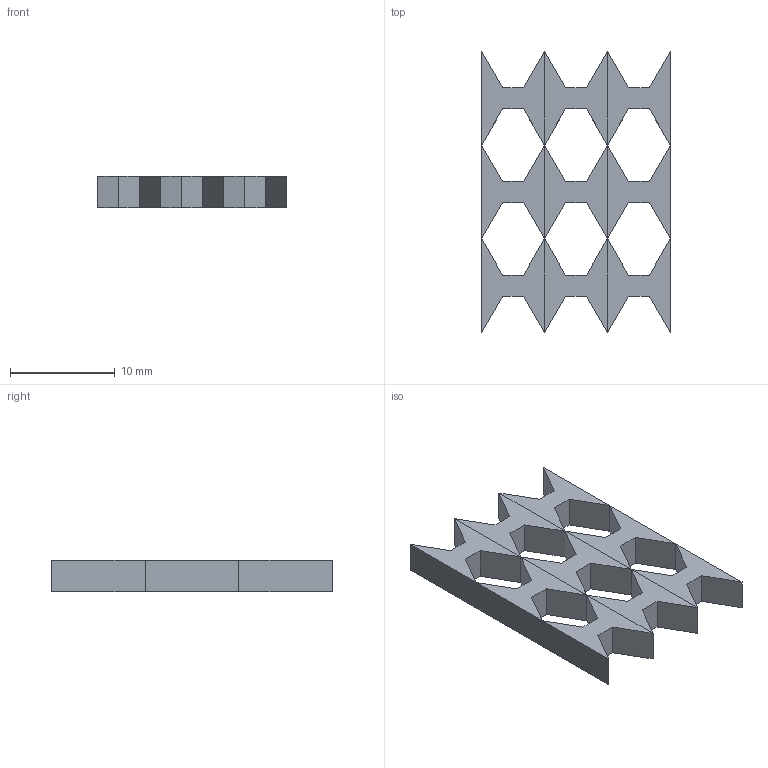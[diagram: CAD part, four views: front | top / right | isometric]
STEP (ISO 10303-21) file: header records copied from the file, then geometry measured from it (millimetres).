
FILE_DESCRIPTION(('FreeCAD Model'),'2;1');
FILE_NAME('Open CASCADE Shape Model','2025-06-15T00:35:36',('FreeCAD'),( 'FreeCAD'),'Open CASCADE STEP processor 7.8','FreeCAD','Unknown');
FILE_SCHEMA(('AUTOMOTIVE_DESIGN { 1 0 10303 214 1 1 1 1 }'));
Length unit declared in the file: millimetre
Products named in the file (1): Open CASCADE STEP translator 7.8 2
Bounding box: 18 x 26.78 x 3 mm (x, y, z)
Volume: 698.1 mm3; surface area: 1487.5 mm2
Topology: 9 solids, 9 shells, 90 faces, 216 edges, 144 vertices
Faces by surface type: plane 90
Entity records: 2554 total; most frequent: CARTESIAN_POINT 451, ORIENTED_EDGE 432, DIRECTION 398, EDGE_CURVE 216, LINE 216, VECTOR 216, VERTEX_POINT 144, AXIS2_PLACEMENT_3D 91
